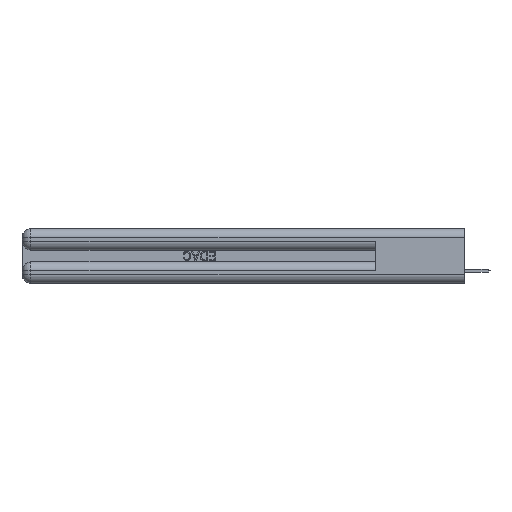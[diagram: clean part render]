
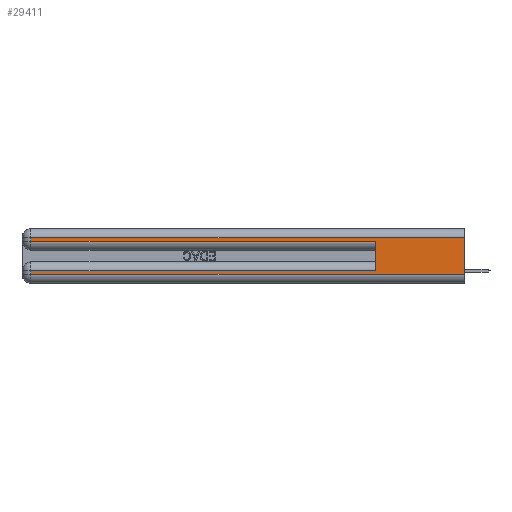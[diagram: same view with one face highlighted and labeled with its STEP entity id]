
A CAD part, left-side view. The second image highlights one B-rep face of the part: STEP entity #29411.
In plain terms, the highlighted planar face has unit normal (-1, 0, 0).
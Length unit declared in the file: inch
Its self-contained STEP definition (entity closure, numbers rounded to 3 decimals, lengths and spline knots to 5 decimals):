
#1593 = CARTESIAN_POINT ( 'NONE',  ( 0., 2.94, 0.085 ) ) ;
#1645 = DIRECTION ( 'NONE',  ( 0., -1., 0. ) ) ;
#2112 = LINE ( 'NONE', #41872, #50594 ) ;
#2899 = LINE ( 'NONE', #23956, #4830 ) ;
#4292 = CARTESIAN_POINT ( 'NONE',  ( 0., 0.6, 0.285 ) ) ;
#4830 = VECTOR ( 'NONE', #10977, 39.37008 ) ;
#5937 = LINE ( 'NONE', #29269, #43276 ) ;
#6686 = VERTEX_POINT ( 'NONE', #36857 ) ;
#10977 = DIRECTION ( 'NONE',  ( 0., 0., 1. ) ) ;
#12421 = VECTOR ( 'NONE', #40910, 39.37008 ) ;
#12860 = ORIENTED_EDGE ( 'NONE', *, *, #15186, .T. ) ;
#13299 = LINE ( 'NONE', #31969, #22363 ) ;
#14025 = VERTEX_POINT ( 'NONE', #29283 ) ;
#14253 = ORIENTED_EDGE ( 'NONE', *, *, #45106, .F. ) ;
#15186 = EDGE_CURVE ( 'NONE', #33580, #38340, #5937, .T. ) ;
#15368 = DIRECTION ( 'NONE',  ( 0., 1., 0. ) ) ;
#16586 = VECTOR ( 'NONE', #15368, 39.37008 ) ;
#19663 = VECTOR ( 'NONE', #31229, 39.37008 ) ;
#20440 = EDGE_CURVE ( 'NONE', #14025, #38533, #2112, .T. ) ;
#21125 = DIRECTION ( 'NONE',  ( 0., 0., -1. ) ) ;
#21550 = ORIENTED_EDGE ( 'NONE', *, *, #22525, .T. ) ;
#22363 = VECTOR ( 'NONE', #21125, 39.37008 ) ;
#22525 = EDGE_CURVE ( 'NONE', #46821, #14025, #39179, .T. ) ;
#22667 = CARTESIAN_POINT ( 'NONE',  ( 0., 2.94, 0.31 ) ) ;
#23811 = DIRECTION ( 'NONE',  ( 0., 1., 0. ) ) ;
#23956 = CARTESIAN_POINT ( 'NONE',  ( 0., 0.6, 0.145 ) ) ;
#24457 = CARTESIAN_POINT ( 'NONE',  ( 0., 0., 0.37 ) ) ;
#26083 = CARTESIAN_POINT ( 'NONE',  ( 0., 0., 0.37 ) ) ;
#26177 = EDGE_LOOP ( 'NONE', ( #14253, #12860, #44316, #30187, #29387, #33574, #21550, #41978 ) ) ;
#26261 = PLANE ( 'NONE',  #28482 ) ;
#26282 = CARTESIAN_POINT ( 'NONE',  ( 0., 2.94, 0.37 ) ) ;
#26703 = EDGE_CURVE ( 'NONE', #38340, #39176, #13299, .T. ) ;
#27230 = EDGE_CURVE ( 'NONE', #6686, #46821, #27623, .T. ) ;
#27623 = LINE ( 'NONE', #51751, #16586 ) ;
#28482 = AXIS2_PLACEMENT_3D ( 'NONE', #26083, #47117, #31022 ) ;
#29269 = CARTESIAN_POINT ( 'NONE',  ( 0., 0., 0.31 ) ) ;
#29283 = CARTESIAN_POINT ( 'NONE',  ( 0., 2.94, 0.06 ) ) ;
#29387 = ORIENTED_EDGE ( 'NONE', *, *, #51159, .F. ) ;
#29411 = ADVANCED_FACE ( 'NONE', ( #44455 ), #26261, .F. ) ;
#30187 = ORIENTED_EDGE ( 'NONE', *, *, #43008, .T. ) ;
#31022 = DIRECTION ( 'NONE',  ( 0., 0., -1. ) ) ;
#31229 = DIRECTION ( 'NONE',  ( 0., 0., -1. ) ) ;
#31969 = CARTESIAN_POINT ( 'NONE',  ( 0., 2.94, 0.37 ) ) ;
#33574 = ORIENTED_EDGE ( 'NONE', *, *, #27230, .T. ) ;
#33580 = VERTEX_POINT ( 'NONE', #35459 ) ;
#35459 = CARTESIAN_POINT ( 'NONE',  ( 0., 0., 0.31 ) ) ;
#36857 = CARTESIAN_POINT ( 'NONE',  ( 0., 0.6, 0.085 ) ) ;
#38340 = VERTEX_POINT ( 'NONE', #22667 ) ;
#38533 = VERTEX_POINT ( 'NONE', #49440 ) ;
#39176 = VERTEX_POINT ( 'NONE', #45012 ) ;
#39179 = LINE ( 'NONE', #26282, #19663 ) ;
#40230 = VERTEX_POINT ( 'NONE', #4292 ) ;
#40551 = LINE ( 'NONE', #45305, #12421 ) ;
#40910 = DIRECTION ( 'NONE',  ( 0., -1., 0. ) ) ;
#41872 = CARTESIAN_POINT ( 'NONE',  ( 0., 0., 0.06 ) ) ;
#41978 = ORIENTED_EDGE ( 'NONE', *, *, #20440, .T. ) ;
#43008 = EDGE_CURVE ( 'NONE', #39176, #40230, #40551, .T. ) ;
#43276 = VECTOR ( 'NONE', #23811, 39.37008 ) ;
#44316 = ORIENTED_EDGE ( 'NONE', *, *, #26703, .T. ) ;
#44455 = FACE_OUTER_BOUND ( 'NONE', #26177, .T. ) ;
#45012 = CARTESIAN_POINT ( 'NONE',  ( 0., 2.94, 0.285 ) ) ;
#45106 = EDGE_CURVE ( 'NONE', #33580, #38533, #48220, .T. ) ;
#45305 = CARTESIAN_POINT ( 'NONE',  ( 0., 0., 0.285 ) ) ;
#46821 = VERTEX_POINT ( 'NONE', #1593 ) ;
#47117 = DIRECTION ( 'NONE',  ( 1., 0., 0. ) ) ;
#48220 = LINE ( 'NONE', #24457, #53475 ) ;
#49440 = CARTESIAN_POINT ( 'NONE',  ( 0., 0., 0.06 ) ) ;
#50042 = DIRECTION ( 'NONE',  ( 0., 0., -1. ) ) ;
#50594 = VECTOR ( 'NONE', #1645, 39.37008 ) ;
#51159 = EDGE_CURVE ( 'NONE', #6686, #40230, #2899, .T. ) ;
#51751 = CARTESIAN_POINT ( 'NONE',  ( 0., 0., 0.085 ) ) ;
#53475 = VECTOR ( 'NONE', #50042, 39.37008 ) ;
